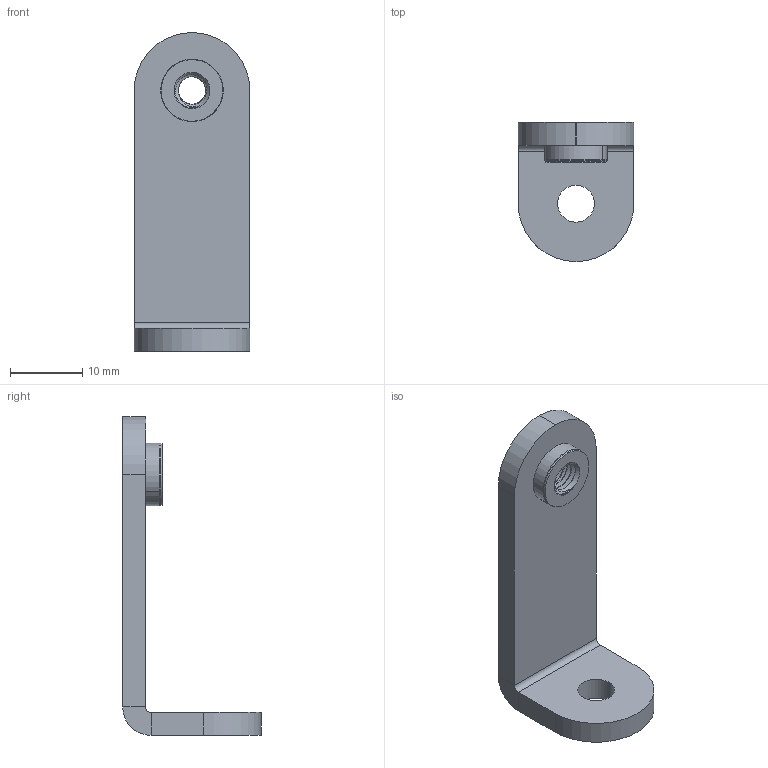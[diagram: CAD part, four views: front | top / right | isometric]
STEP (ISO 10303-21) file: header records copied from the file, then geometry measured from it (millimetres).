
FILE_DESCRIPTION (( 'STEP AP214' ), '1' );
FILE_NAME ('am-5281 Belt Welder Angle Bracket.STEP', '2023-11-28T18:41:42', ( '' ), ( '' ), 'SwSTEP 2.0', 'SolidWorks 2024', '' );
FILE_SCHEMA (( 'AUTOMOTIVE_DESIGN' ));
Length unit declared in the file: inch
Products named in the file (3): 10-32 PEM Nut (S-032-1)_95185A185; am-5281 Belt Welder Angle Bracket; ip-5281 Belt Welder Angle Bracket
Assembly tree (2 placements, depth 2):
  am-5281 Belt Welder Angle Bracket
    ip-5281 Belt Welder Angle Bracket
    10-32 PEM Nut (S-032-1)_95185A185
Bounding box: 16 x 19.18 x 44.1 mm (x, y, z)
Volume: 2778.4 mm3; surface area: 2456.6 mm2
Topology: 2 solids, 2 shells, 160 faces, 445 edges, 291 vertices
Faces by surface type: cylinder 79, plane 63, cone 11, torus 4, bspline 3
Entity records: 6569 total; most frequent: CARTESIAN_POINT 2567, ORIENTED_EDGE 890, DIRECTION 736, EDGE_CURVE 445, VERTEX_POINT 291, AXIS2_PLACEMENT_3D 266, VECTOR 204, LINE 204
